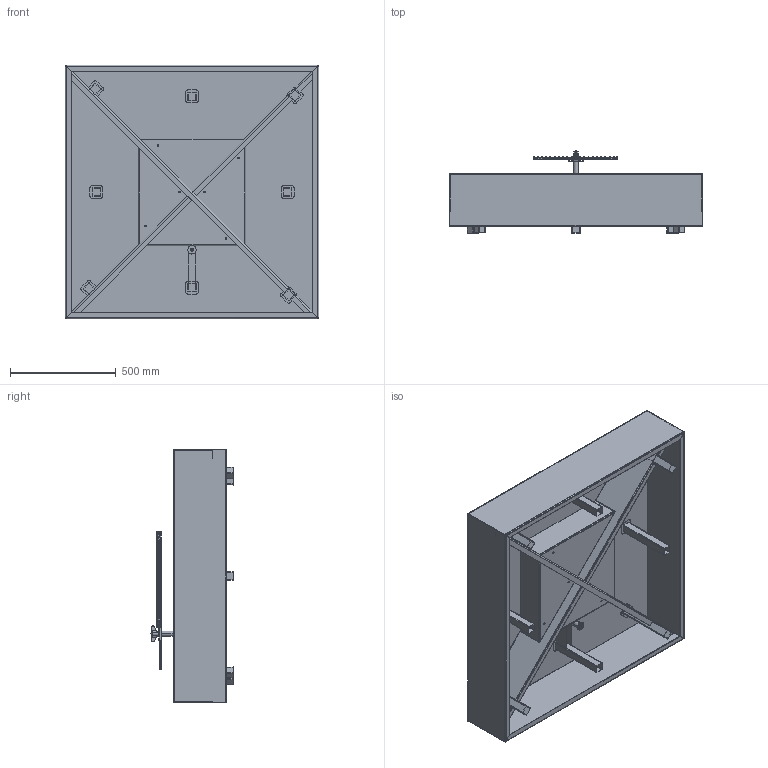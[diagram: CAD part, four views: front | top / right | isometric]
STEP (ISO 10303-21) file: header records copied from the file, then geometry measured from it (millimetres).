
FILE_DESCRIPTION (( 'STEP AP203' ), '1' );
FILE_NAME ('VL3+Grill.STEP', '2021-04-13T08:58:26', ( '' ), ( '' ), 'SwSTEP 2.0', 'SolidWorks 2020', '' );
FILE_SCHEMA (( 'CONFIG_CONTROL_DESIGN' ));
Length unit declared in the file: millimetre
Products named in the file (24): VL3+Grill-tube; VL3+Grill-top; BAC7 - bar 2; VL1.2  grillset grill handle; BAC7 - handle; VL1.2  grillset Handle plate 2; VL3+Grill-tube fixation; VL1.2  grillset wing bolt M10; VL3+Grill-feet_Default<As Machined>; BAC7; VL3+Grill-fireplace; VL3+Grill; BAC7 -8 bar 1; VL3+Grill-sidewall; VL3+Grill-Reinforcement 2; BAC7 - 8 bar 2; VL3+Grill-tube end; BAC7 - bar 3; VL3+Grill-Reinforcement; VL1.2  grillset Handle plate close; BAC7 - bar 1; VL1.2  grillset Handle plate; VL3+Grill-top feet; VL1.2  grillset tube handle_Default<As Machined>
Assembly tree (59 placements, depth 3):
  VL3+Grill
    VL3+Grill-feet_Default<As Machined>  x8
    VL3+Grill-top feet  x8
    VL3+Grill-top
    VL3+Grill-sidewall  x4
    VL3+Grill-fireplace
    VL3+Grill-tube
    VL3+Grill-tube end
    VL3+Grill-tube fixation  x2
    VL1.2  grillset grill handle
      VL1.2  grillset tube handle_Default<As Machined>
      VL1.2  grillset Handle plate
      VL1.2  grillset Handle plate 2
      VL1.2  grillset Handle plate close
      VL1.2  grillset wing bolt M10
    BAC7
      BAC7 -8 bar 1
      BAC7 - 8 bar 2
      BAC7 - bar 1  x17
      BAC7 - bar 2  x2
      BAC7 - bar 3  x2
      BAC7 - handle
    VL3+Grill-Reinforcement
    VL3+Grill-Reinforcement 2
Bounding box: 1200 x 387.6 x 1200 mm (x, y, z)
Volume: 11726531.4 mm3; surface area: 8159168.7 mm2
Topology: 57 solids, 57 shells, 898 faces, 2130 edges, 1345 vertices
Faces by surface type: plane 527, cylinder 325, torus 26, bspline 20
Entity records: 17726 total; most frequent: CARTESIAN_POINT 3177, DIRECTION 2426, ORIENTED_EDGE 2180, EDGE_CURVE 1090, AXIS2_PLACEMENT_3D 850, VECTOR 726, LINE 726, VERTEX_POINT 661
